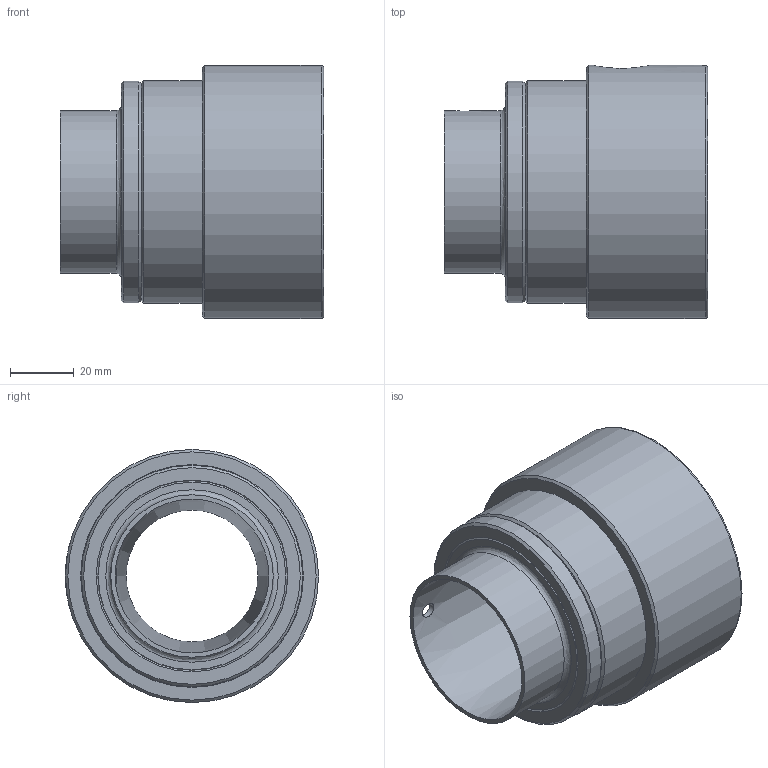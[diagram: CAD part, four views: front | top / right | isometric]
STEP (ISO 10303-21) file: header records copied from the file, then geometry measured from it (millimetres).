
FILE_DESCRIPTION((''),'2;1');
FILE_NAME('6032-3D.stp','2008-03-03T09:41:42',('Dan Preston'),(''),'Autodesk Inventor 2008','Autodesk Inventor 2008','');
FILE_SCHEMA(('AUTOMOTIVE_DESIGN { 1 0 10303 214 1 1 1 1 }'));
Length unit declared in the file: inch
Products named in the file (4): 6032-3D; 6032-3D1; 6032-3D2; 6032-3D3
Assembly tree (3 placements, depth 2):
  6032-3D
    6032-3D1
    6032-3D2
    6032-3D3
Bounding box: 82.55 x 79.38 x 79.38 mm (x, y, z)
Volume: 169846.9 mm3; surface area: 56628 mm2
Topology: 3 solids, 3 shells, 35 faces, 64 edges, 40 vertices
Faces by surface type: cone 12, plane 11, cylinder 10, torus 1, bspline 1
Full cylindrical faces by diameter (mm): 4.762 x1, 50.927 x1, 56.845 x1, 57.125 x1, 58.598 x2, 60.325 x1, 69.444 x1, 69.85 x1, 79.375 x1
Entity records: 1033 total; most frequent: CARTESIAN_POINT 296, DIRECTION 148, ORIENTED_EDGE 76, AXIS2_PLACEMENT_3D 74, EDGE_LOOP 74, FACE_BOUND 39, VERTEX_POINT 38, EDGE_CURVE 38
